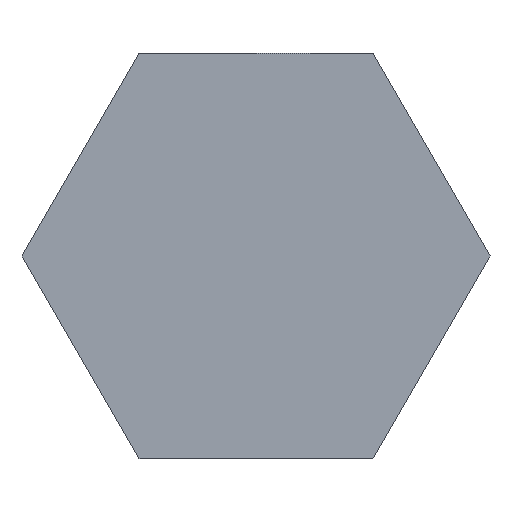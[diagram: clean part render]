
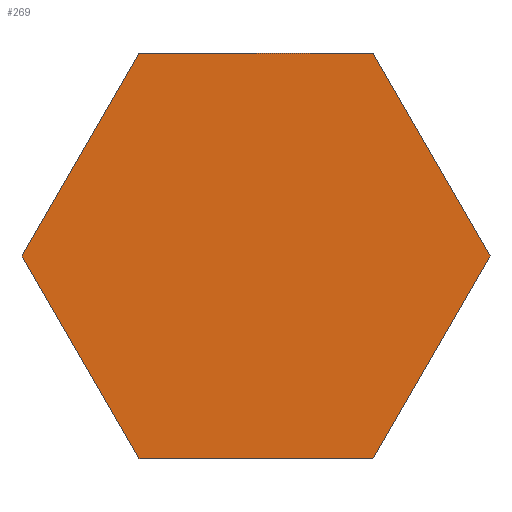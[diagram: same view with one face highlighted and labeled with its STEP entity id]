
A CAD part, front view. The second image highlights one B-rep face of the part: STEP entity #269.
In plain terms, the highlighted planar face has unit normal (0, -1, 0).
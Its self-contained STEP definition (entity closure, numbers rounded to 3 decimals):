
#2 = CARTESIAN_POINT ( 'NONE',  ( 28.868, 0., 50. ) ) ;
#3 = EDGE_CURVE ( 'NONE', #39, #95, #14, .T. ) ;
#4 = VECTOR ( 'NONE', #6, 1000. ) ;
#6 = DIRECTION ( 'NONE',  ( 1., 0., 0. ) ) ;
#8 = AXIS2_PLACEMENT_3D ( 'NONE', #249, #180, #34 ) ;
#14 = LINE ( 'NONE', #21, #63 ) ;
#19 = EDGE_LOOP ( 'NONE', ( #38, #212, #69, #138, #260, #277 ) ) ;
#21 = CARTESIAN_POINT ( 'NONE',  ( -28.868, 0., -50. ) ) ;
#33 = PLANE ( 'NONE',  #8 ) ;
#34 = DIRECTION ( 'NONE',  ( 0., 0., 1. ) ) ;
#38 = ORIENTED_EDGE ( 'NONE', *, *, #252, .F. ) ;
#39 = VERTEX_POINT ( 'NONE', #191 ) ;
#43 = VERTEX_POINT ( 'NONE', #297 ) ;
#63 = VECTOR ( 'NONE', #236, 1000. ) ;
#69 = ORIENTED_EDGE ( 'NONE', *, *, #141, .F. ) ;
#82 = CARTESIAN_POINT ( 'NONE',  ( -57.735, 0., 0. ) ) ;
#95 = VERTEX_POINT ( 'NONE', #286 ) ;
#108 = FACE_OUTER_BOUND ( 'NONE', #19, .T. ) ;
#112 = VERTEX_POINT ( 'NONE', #175 ) ;
#113 = VECTOR ( 'NONE', #266, 1000. ) ;
#119 = VECTOR ( 'NONE', #156, 1000. ) ;
#128 = CARTESIAN_POINT ( 'NONE',  ( -28.868, 0., 50. ) ) ;
#138 = ORIENTED_EDGE ( 'NONE', *, *, #199, .F. ) ;
#141 = EDGE_CURVE ( 'NONE', #112, #43, #287, .T. ) ;
#144 = VERTEX_POINT ( 'NONE', #268 ) ;
#146 = VECTOR ( 'NONE', #215, 1000. ) ;
#147 = CARTESIAN_POINT ( 'NONE',  ( -28.868, 0., 50. ) ) ;
#155 = LINE ( 'NONE', #228, #119 ) ;
#156 = DIRECTION ( 'NONE',  ( -1., 0., 0. ) ) ;
#160 = LINE ( 'NONE', #82, #182 ) ;
#172 = LINE ( 'NONE', #128, #4 ) ;
#175 = CARTESIAN_POINT ( 'NONE',  ( 28.868, 0., 50. ) ) ;
#180 = DIRECTION ( 'NONE',  ( 0., 1., 0. ) ) ;
#182 = VECTOR ( 'NONE', #291, 1000. ) ;
#191 = CARTESIAN_POINT ( 'NONE',  ( -28.868, 0., -50. ) ) ;
#192 = LINE ( 'NONE', #265, #146 ) ;
#199 = EDGE_CURVE ( 'NONE', #227, #112, #172, .T. ) ;
#205 = EDGE_CURVE ( 'NONE', #43, #144, #192, .T. ) ;
#212 = ORIENTED_EDGE ( 'NONE', *, *, #205, .F. ) ;
#215 = DIRECTION ( 'NONE',  ( -0.5, 0., -0.866 ) ) ;
#227 = VERTEX_POINT ( 'NONE', #147 ) ;
#228 = CARTESIAN_POINT ( 'NONE',  ( 28.868, 0., -50. ) ) ;
#236 = DIRECTION ( 'NONE',  ( -0.5, 0., 0.866 ) ) ;
#249 = CARTESIAN_POINT ( 'NONE',  ( 0., 0., 0. ) ) ;
#252 = EDGE_CURVE ( 'NONE', #144, #39, #155, .T. ) ;
#260 = ORIENTED_EDGE ( 'NONE', *, *, #271, .F. ) ;
#265 = CARTESIAN_POINT ( 'NONE',  ( 57.735, 0., 0. ) ) ;
#266 = DIRECTION ( 'NONE',  ( 0.5, 0., -0.866 ) ) ;
#268 = CARTESIAN_POINT ( 'NONE',  ( 28.868, 0., -50. ) ) ;
#269 = ADVANCED_FACE ( 'NONE', ( #108 ), #33, .F. ) ;
#271 = EDGE_CURVE ( 'NONE', #95, #227, #160, .T. ) ;
#277 = ORIENTED_EDGE ( 'NONE', *, *, #3, .F. ) ;
#286 = CARTESIAN_POINT ( 'NONE',  ( -57.735, 0., 0. ) ) ;
#287 = LINE ( 'NONE', #2, #113 ) ;
#291 = DIRECTION ( 'NONE',  ( 0.5, 0., 0.866 ) ) ;
#297 = CARTESIAN_POINT ( 'NONE',  ( 57.735, 0., 0. ) ) ;
